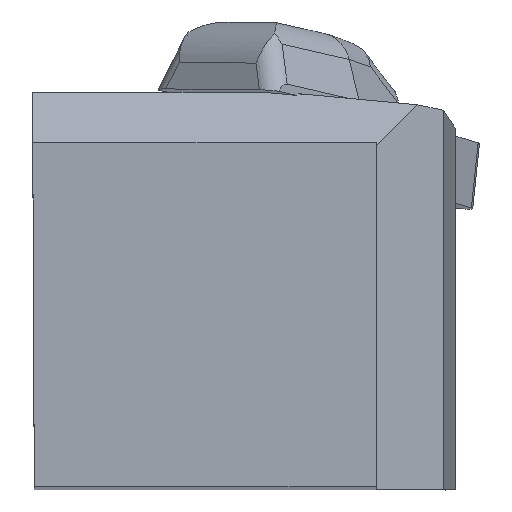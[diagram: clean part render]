
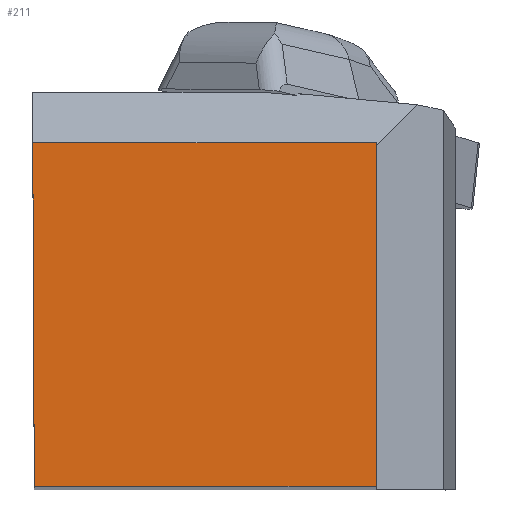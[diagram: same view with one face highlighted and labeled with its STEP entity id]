
A CAD part, top view. The second image highlights one B-rep face of the part: STEP entity #211.
In plain terms, the highlighted planar face has unit normal (0, 0, 1).
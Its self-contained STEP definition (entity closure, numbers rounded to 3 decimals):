
#149=FACE_OUTER_BOUND('',#596,.T.);
#211=ADVANCED_FACE('BLANK_BOXF006',(#149),#267,.F.);
#267=PLANE('',#1367);
#349=LINE('',#1918,#480);
#366=LINE('',#1949,#497);
#368=LINE('',#1953,#499);
#369=LINE('',#1955,#500);
#480=VECTOR('',#1552,1.);
#497=VECTOR('',#1579,1.);
#499=VECTOR('',#1583,1.);
#500=VECTOR('',#1584,1.);
#596=EDGE_LOOP('',(#766,#767,#768,#769));
#766=ORIENTED_EDGE('',*,*,#1167,.T.);
#767=ORIENTED_EDGE('',*,*,#1168,.T.);
#768=ORIENTED_EDGE('',*,*,#1165,.T.);
#769=ORIENTED_EDGE('',*,*,#1148,.T.);
#1024=VERTEX_POINT('',#1917);
#1025=VERTEX_POINT('',#1919);
#1034=VERTEX_POINT('',#1950);
#1035=VERTEX_POINT('',#1954);
#1148=EDGE_CURVE('',#1025,#1024,#349,.T.);
#1165=EDGE_CURVE('',#1034,#1025,#366,.T.);
#1167=EDGE_CURVE('',#1024,#1035,#368,.T.);
#1168=EDGE_CURVE('',#1035,#1034,#369,.T.);
#1367=AXIS2_PLACEMENT_3D('',#1956,#1585,#1586);
#1552=DIRECTION('',(1.,0.,0.));
#1579=DIRECTION('',(0.004,-1.,0.));
#1583=DIRECTION('',(0.,1.,0.));
#1584=DIRECTION('',(-1.,0.,0.));
#1585=DIRECTION('',(0.,0.,-1.));
#1586=DIRECTION('',(1.,0.,0.));
#1917=CARTESIAN_POINT('',(24.875,0.,0.));
#1918=CARTESIAN_POINT('',(-167.35,0.,0.));
#1919=CARTESIAN_POINT('',(0.109,0.,0.));
#1949=CARTESIAN_POINT('',(-0.622,167.348,0.));
#1950=CARTESIAN_POINT('',(0.,24.875,0.));
#1953=CARTESIAN_POINT('',(24.875,-167.35,0.));
#1954=CARTESIAN_POINT('',(24.875,24.875,0.));
#1955=CARTESIAN_POINT('',(167.35,24.875,0.));
#1956=CARTESIAN_POINT('',(48.35,-5.,0.));
